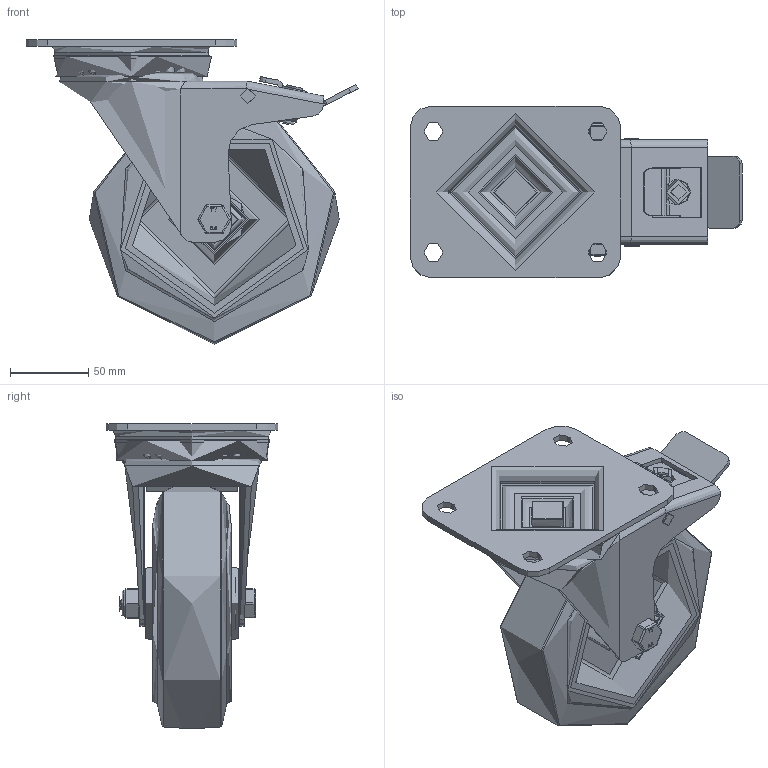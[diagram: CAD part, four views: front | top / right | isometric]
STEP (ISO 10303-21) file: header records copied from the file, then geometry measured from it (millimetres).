
FILE_DESCRIPTION(/* description */ ('','CAx-IF Rec.Pracs.---Representation and Presentation of Product Manufacturing Information (PMI)---4.0---2014-10-13'),/* implementation_level */ '2;1');
FILE_NAME(/* name */ 'BZWB160SRNBSWBTB.step',/* time_stamp */ '2025-02-28T14:05:30Z',/* author */ (''),/* organization */ (''),/* preprocessor_version */ 'ST-DEVELOPER v20',/* originating_system */ 'Autodesk Translation Framework v13.20.0.188',/* authorisation */ '');
FILE_SCHEMA (('AP242_MANAGED_MODEL_BASED_3D_ENGINEERING_MIM_LF { 1 0 10303 442 1 1 4 }'));
Length unit declared in the file: millimetre
Products named in the file (29): BZWB160SRNBSWB/TB; BZWB160ASSWBTB - 2 v1; ZINC PLATED, PRESSED STEEL TOP PLATE; ZINC PLATED, PRESSED STEEL TOP PLATE Geometry; Pattern; Component3; ZINC PLATED, PRESSED STEEL FORKS; ZINC PLATED, PRESSED STEEL FORKS Geometry; Component9; BEARING SEAL; ZINC PLATED, PRESSED STEEL BRAKE PEDAL; BRAKE PAD; Solid1; brake bolt; BZH160WSRNRB v1; 65 SHORE A ELASTIC RUBBER TYRE; NYLON RIM; ROLLER BEARING; CAGE; Pattern (1); RIBS; TUBEM20X60 v1; ZINC PLATED STEEL TUBE; HEXBOLTM12X80Z8.8 v2; GRADE 8.8 ZINC PLATED BOLT; NYLOCM12Z v1; NYLOC NUT; NUT; RUBBER
Assembly tree (56 placements, depth 5):
  BZWB160SRNBSWB/TB
    BZWB160ASSWBTB - 2 v1
      ZINC PLATED, PRESSED STEEL TOP PLATE
        ZINC PLATED, PRESSED STEEL TOP PLATE Geometry
        Pattern
          Component3  x22
      ZINC PLATED, PRESSED STEEL FORKS
        ZINC PLATED, PRESSED STEEL FORKS Geometry
        Component9
      BEARING SEAL
      ZINC PLATED, PRESSED STEEL BRAKE PEDAL
      BRAKE PAD
        Solid1
        brake bolt
    BZH160WSRNRB v1
      65 SHORE A ELASTIC RUBBER TYRE
      NYLON RIM
      ROLLER BEARING
        CAGE
        Pattern (1)
          RIBS  x8
    TUBEM20X60 v1
      ZINC PLATED STEEL TUBE
    HEXBOLTM12X80Z8.8 v2
      GRADE 8.8 ZINC PLATED BOLT
    NYLOCM12Z v1
      NYLOC NUT
        NUT
        RUBBER
Bounding box: 212.5 x 110 x 194.9 mm (x, y, z)
Volume: 881469 mm3; surface area: 284831.2 mm2
Topology: 45 solids, 45 shells, 685 faces, 1748 edges, 1118 vertices
Faces by surface type: plane 344, cylinder 200, torus 48, bspline 41, sphere 41, cone 11
Full cylindrical faces by diameter (mm): 4 x1, 5 x9, 6 x4, 9 x1, 9.836 x18, 10 x4, 10.2 x1, 11.834 x18, 12 x3, 12.2 x2, 12.5 x1, 14 x2, 16.003 x1, 18 x1, 18.5 x1, 19.9 x1, 20 x1, 28 x1, 30 x2, 40 x1, 44 x2, 70 x1, 85 x1, 86 x1, 98 x1, 120 x2
Entity records: 27180 total; most frequent: CARTESIAN_POINT 10507, DIRECTION 3357, ORIENTED_EDGE 3324, EDGE_CURVE 1662, AXIS2_PLACEMENT_3D 1233, VERTEX_POINT 1062, LINE 891, VECTOR 891
